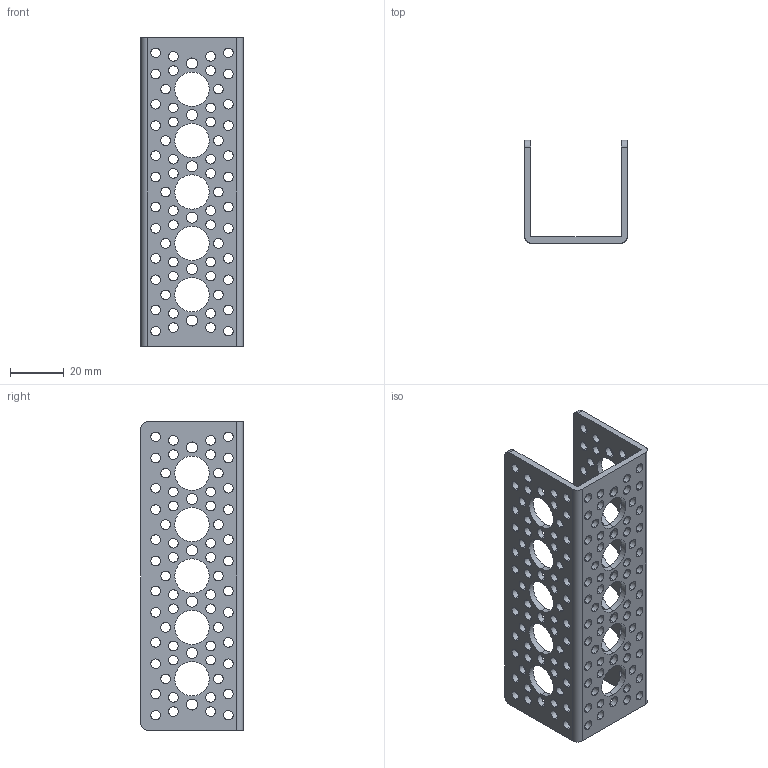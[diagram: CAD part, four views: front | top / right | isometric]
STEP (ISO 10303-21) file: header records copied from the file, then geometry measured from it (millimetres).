
FILE_DESCRIPTION (( 'STEP AP203' ), '1' );
FILE_NAME ('585444.STEP', '2014-07-14T21:36:27', ( 'Kyle' ), ( 'Microsoft' ), 'SwSTEP 2.0', 'SolidWorks 2014', '' );
FILE_SCHEMA (( 'CONFIG_CONTROL_DESIGN' ));
Length unit declared in the file: inch
Products named in the file (1): 585444
Bounding box: 38.1 x 38.1 x 114.3 mm (x, y, z)
Volume: 19496.4 mm3; surface area: 24433.4 mm2
Topology: 1 solids, 1 shells, 430 faces, 1284 edges, 856 vertices
Faces by surface type: cylinder 420, plane 10
Entity records: 15895 total; most frequent: DIRECTION 2986, CARTESIAN_POINT 2571, ORIENTED_EDGE 2568, EDGE_CURVE 1284, AXIS2_PLACEMENT_3D 1271, VERTEX_POINT 856, EDGE_LOOP 844, CIRCLE 840
